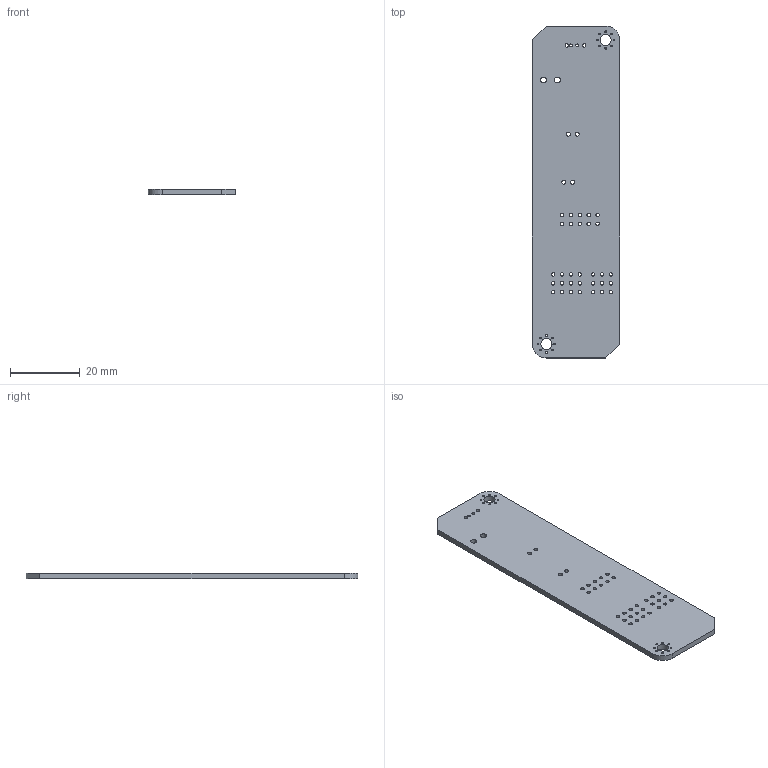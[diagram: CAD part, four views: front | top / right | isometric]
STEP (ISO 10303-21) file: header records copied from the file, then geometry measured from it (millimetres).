
FILE_DESCRIPTION(('KiCad electronic assembly'),'2;1');
FILE_NAME('SatellitePump-2023.step','2022-08-19T01:15:45',('Pcbnew'),( 'Kicad'),'Open CASCADE STEP processor 7.6','KiCad to STEP converter' ,'Unknown');
FILE_SCHEMA(('AUTOMOTIVE_DESIGN { 1 0 10303 214 1 1 1 1 }'));
Length unit declared in the file: millimetre
Products named in the file (2): SatellitePump-2023 1; SatellitePump-2023 PCB
Assembly tree (1 placements, depth 2):
  SatellitePump-2023 1
    SatellitePump-2023 PCB
Bounding box: 25 x 95 x 1.6 mm (x, y, z)
Volume: 3675.2 mm3; surface area: 5252.3 mm2
Topology: 1 solids, 1 shells, 69 faces, 201 edges, 134 vertices
Faces by surface type: cylinder 61, plane 8
Full cylindrical faces by diameter (mm): 0.5 x16, 0.8 x2, 1 x33, 1.19 x4, 1.7 x2, 3.2 x2
Entity records: 5253 total; most frequent: DIRECTION 867, CARTESIAN_POINT 808, ORIENTED_EDGE 402, PCURVE 402, DEFINITIONAL_REPRESENTATION 402, LINE 359, VECTOR 359, CIRCLE 244
